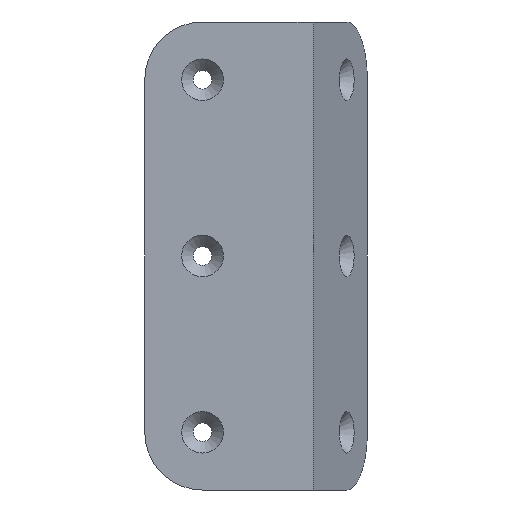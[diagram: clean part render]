
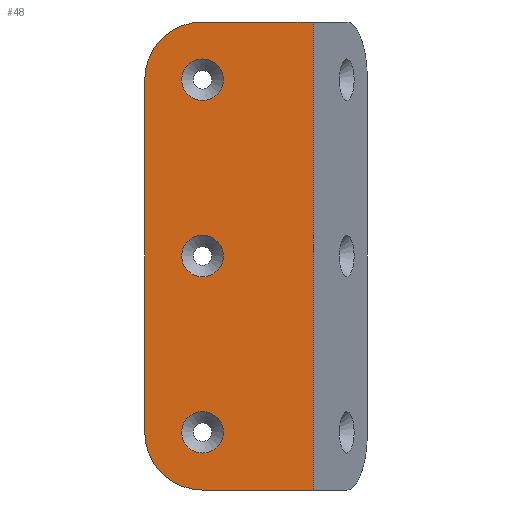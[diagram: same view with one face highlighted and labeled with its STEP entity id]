
A CAD part, front view. The second image highlights one B-rep face of the part: STEP entity #48.
In plain terms, the highlighted planar face has unit normal (0, -1, 0).
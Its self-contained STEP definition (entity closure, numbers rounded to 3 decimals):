
#48=ADVANCED_FACE('',(#264,#266,#268,#270),#272,.T.);
#264=FACE_BOUND('',#265,.T.);
#265=EDGE_LOOP('',(#480,#481,#482,#483,#484,#485));
#266=FACE_BOUND('',#267,.T.);
#267=EDGE_LOOP('',(#486));
#268=FACE_BOUND('',#269,.T.);
#269=EDGE_LOOP('',(#487));
#270=FACE_BOUND('',#271,.T.);
#271=EDGE_LOOP('',(#488));
#272=PLANE('',#273);
#273=AXIS2_PLACEMENT_3D('',#274,#275,#276);
#274=CARTESIAN_POINT('',(0.,-149.,0.));
#275=DIRECTION('',(0.,-1.,0.));
#276=DIRECTION('',(-1.,0.,0.));
#480=ORIENTED_EDGE('',*,*,#576,.F.);
#481=ORIENTED_EDGE('',*,*,#577,.T.);
#482=ORIENTED_EDGE('',*,*,#578,.F.);
#483=ORIENTED_EDGE('',*,*,#579,.T.);
#484=ORIENTED_EDGE('',*,*,#580,.F.);
#485=ORIENTED_EDGE('',*,*,#581,.T.);
#486=ORIENTED_EDGE('',*,*,#582,.T.);
#487=ORIENTED_EDGE('',*,*,#583,.T.);
#488=ORIENTED_EDGE('',*,*,#584,.T.);
#576=EDGE_CURVE('',#624,#625,#626,.F.);
#577=EDGE_CURVE('',#624,#627,#628,.T.);
#578=EDGE_CURVE('',#629,#627,#630,.F.);
#579=EDGE_CURVE('',#629,#631,#632,.T.);
#580=EDGE_CURVE('',#633,#631,#634,.F.);
#581=EDGE_CURVE('',#633,#625,#635,.T.);
#582=EDGE_CURVE('',#636,#636,#637,.F.);
#583=EDGE_CURVE('',#638,#638,#639,.F.);
#584=EDGE_CURVE('',#640,#640,#641,.F.);
#624=VERTEX_POINT('',#710);
#625=VERTEX_POINT('',#711);
#626=CIRCLE('',#712,10.);
#627=VERTEX_POINT('',#716);
#628=LINE('',#717,#718);
#629=VERTEX_POINT('',#720);
#630=LINE('',#721,#722);
#631=VERTEX_POINT('',#724);
#632=LINE('',#725,#726);
#633=VERTEX_POINT('',#728);
#634=CIRCLE('',#729,10.);
#635=LINE('',#733,#734);
#636=VERTEX_POINT('',#736);
#637=CIRCLE('',#737,3.6);
#638=VERTEX_POINT('',#741);
#639=CIRCLE('',#742,3.6);
#640=VERTEX_POINT('',#746);
#641=CIRCLE('',#747,3.6);
#710=CARTESIAN_POINT('',(44.5,-149.,-95.));
#711=CARTESIAN_POINT('',(34.5,-149.,-85.));
#712=AXIS2_PLACEMENT_3D('',#713,#714,#715);
#713=CARTESIAN_POINT('',(44.5,-149.,-85.));
#714=DIRECTION('',(0.,-1.,0.));
#715=DIRECTION('',(-1.,0.,0.));
#716=CARTESIAN_POINT('',(63.634,-149.,-95.));
#717=CARTESIAN_POINT('',(44.5,-149.,-95.));
#718=VECTOR('',#719,1.);
#719=DIRECTION('',(1.,0.,0.));
#720=CARTESIAN_POINT('',(63.634,-149.,-14.));
#721=CARTESIAN_POINT('',(63.634,-149.,-95.));
#722=VECTOR('',#723,1.);
#723=DIRECTION('',(0.,0.,1.));
#724=CARTESIAN_POINT('',(44.5,-149.,-14.));
#725=CARTESIAN_POINT('',(63.634,-149.,-14.));
#726=VECTOR('',#727,1.);
#727=DIRECTION('',(-1.,0.,0.));
#728=CARTESIAN_POINT('',(34.5,-149.,-24.));
#729=AXIS2_PLACEMENT_3D('',#730,#731,#732);
#730=CARTESIAN_POINT('',(44.5,-149.,-24.));
#731=DIRECTION('',(0.,-1.,0.));
#732=DIRECTION('',(0.,0.,1.));
#733=CARTESIAN_POINT('',(34.5,-149.,-24.));
#734=VECTOR('',#735,1.);
#735=DIRECTION('',(0.,0.,-1.));
#736=CARTESIAN_POINT('',(40.9,-149.,-54.5));
#737=AXIS2_PLACEMENT_3D('',#738,#739,#740);
#738=CARTESIAN_POINT('',(44.5,-149.,-54.5));
#739=DIRECTION('',(0.,-1.,0.));
#740=DIRECTION('',(-1.,0.,0.));
#741=CARTESIAN_POINT('',(40.9,-149.,-85.));
#742=AXIS2_PLACEMENT_3D('',#743,#744,#745);
#743=CARTESIAN_POINT('',(44.5,-149.,-85.));
#744=DIRECTION('',(0.,-1.,0.));
#745=DIRECTION('',(-1.,0.,0.));
#746=CARTESIAN_POINT('',(40.9,-149.,-24.));
#747=AXIS2_PLACEMENT_3D('',#748,#749,#750);
#748=CARTESIAN_POINT('',(44.5,-149.,-24.));
#749=DIRECTION('',(0.,-1.,0.));
#750=DIRECTION('',(-1.,0.,0.));
